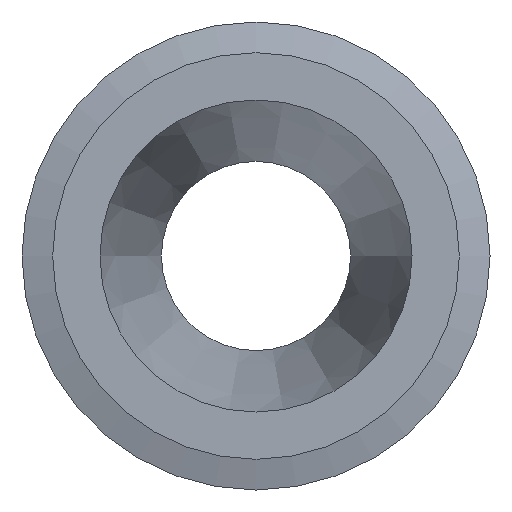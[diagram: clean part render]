
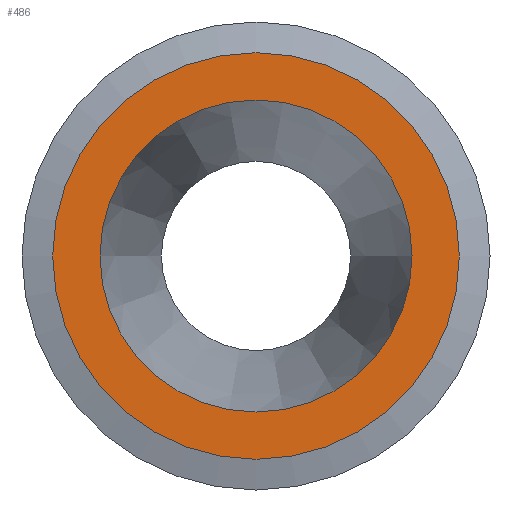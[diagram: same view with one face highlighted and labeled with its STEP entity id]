
A CAD part, left-side view. The second image highlights one B-rep face of the part: STEP entity #486.
In plain terms, the highlighted planar face has unit normal (-1, 0, 0).
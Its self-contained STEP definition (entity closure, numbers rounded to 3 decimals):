
#15=FACE_BOUND('',#79,.T.);
#17=PLANE('',#587);
#54=FACE_OUTER_BOUND('',#78,.T.);
#78=EDGE_LOOP('',(#429,#430));
#79=EDGE_LOOP('',(#431,#432));
#136=CIRCLE('',#546,16.5);
#137=CIRCLE('',#547,16.5);
#163=CIRCLE('',#583,21.5);
#164=CIRCLE('',#584,21.5);
#193=VERTEX_POINT('',#841);
#194=VERTEX_POINT('',#843);
#215=VERTEX_POINT('',#905);
#216=VERTEX_POINT('',#907);
#254=EDGE_CURVE('',#194,#193,#136,.T.);
#255=EDGE_CURVE('',#193,#194,#137,.T.);
#286=EDGE_CURVE('',#216,#215,#163,.T.);
#287=EDGE_CURVE('',#215,#216,#164,.T.);
#429=ORIENTED_EDGE('',*,*,#286,.T.);
#430=ORIENTED_EDGE('',*,*,#287,.T.);
#431=ORIENTED_EDGE('',*,*,#254,.T.);
#432=ORIENTED_EDGE('',*,*,#255,.T.);
#486=ADVANCED_FACE('',(#54,#15),#17,.T.);
#546=AXIS2_PLACEMENT_3D('',#844,#677,#678);
#547=AXIS2_PLACEMENT_3D('',#845,#679,#680);
#583=AXIS2_PLACEMENT_3D('',#908,#756,#757);
#584=AXIS2_PLACEMENT_3D('',#909,#758,#759);
#587=AXIS2_PLACEMENT_3D('',#912,#764,#765);
#677=DIRECTION('center_axis',(1.,0.,0.));
#678=DIRECTION('ref_axis',(0.,1.,0.));
#679=DIRECTION('center_axis',(1.,0.,0.));
#680=DIRECTION('ref_axis',(0.,1.,0.));
#756=DIRECTION('center_axis',(-1.,0.,0.));
#757=DIRECTION('ref_axis',(0.,1.,0.));
#758=DIRECTION('center_axis',(-1.,0.,0.));
#759=DIRECTION('ref_axis',(0.,1.,0.));
#764=DIRECTION('center_axis',(-1.,0.,0.));
#765=DIRECTION('ref_axis',(0.,0.,1.));
#841=CARTESIAN_POINT('',(0.,-16.5,0.));
#843=CARTESIAN_POINT('',(0.,16.5,0.));
#844=CARTESIAN_POINT('Origin',(0.,0.,0.));
#845=CARTESIAN_POINT('Origin',(0.,0.,0.));
#905=CARTESIAN_POINT('',(0.,-21.5,0.));
#907=CARTESIAN_POINT('',(0.,21.5,0.));
#908=CARTESIAN_POINT('Origin',(0.,0.,0.));
#909=CARTESIAN_POINT('Origin',(0.,0.,0.));
#912=CARTESIAN_POINT('Origin',(0.,0.,0.));
